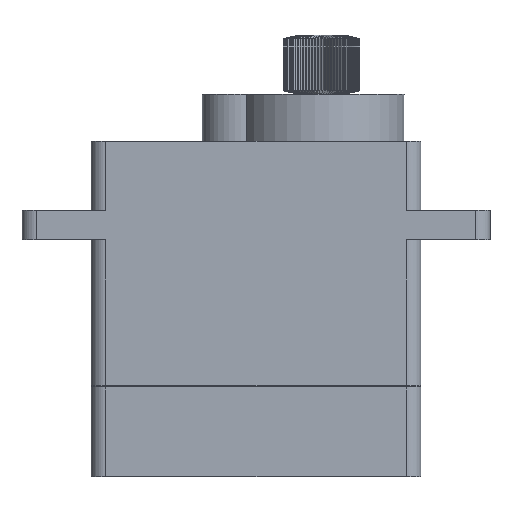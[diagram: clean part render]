
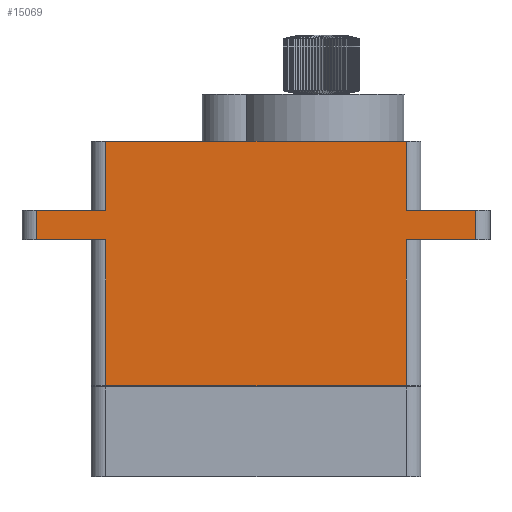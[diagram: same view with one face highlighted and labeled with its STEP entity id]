
A CAD part, front view. The second image highlights one B-rep face of the part: STEP entity #15069.
In plain terms, the highlighted planar face has unit normal (0, -1, 0).
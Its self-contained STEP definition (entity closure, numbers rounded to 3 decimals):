
#119 = VERTEX_POINT ( 'NONE', #12965 ) ;
#1723 = EDGE_CURVE ( 'NONE', #17538, #11161, #4731, .T. ) ;
#1799 = DIRECTION ( 'NONE',  ( 1., 0., 0. ) ) ;
#2650 = CARTESIAN_POINT ( 'NONE',  ( 0., 0., 18.1 ) ) ;
#2872 = ORIENTED_EDGE ( 'NONE', *, *, #20300, .T. ) ;
#3159 = CARTESIAN_POINT ( 'NONE',  ( 21.4, 0., 6.2 ) ) ;
#3162 = DIRECTION ( 'NONE',  ( 1., 0., 0. ) ) ;
#3315 = AXIS2_PLACEMENT_3D ( 'NONE', #4621, #15361, #21431 ) ;
#3351 = CARTESIAN_POINT ( 'NONE',  ( 1., 0., 18.1 ) ) ;
#3887 = LINE ( 'NONE', #14500, #15508 ) ;
#3918 = LINE ( 'NONE', #12969, #9028 ) ;
#3958 = VECTOR ( 'NONE', #7994, 1000. ) ;
#4133 = CARTESIAN_POINT ( 'NONE',  ( 26.1, 0., 16.1 ) ) ;
#4621 = CARTESIAN_POINT ( 'NONE',  ( 0., 0., 16.1 ) ) ;
#4731 = LINE ( 'NONE', #18168, #6752 ) ;
#4887 = CARTESIAN_POINT ( 'NONE',  ( 21.4, 0., 16.1 ) ) ;
#5529 = DIRECTION ( 'NONE',  ( 0., 0., -1. ) ) ;
#5588 = CARTESIAN_POINT ( 'NONE',  ( -3.7, 0., 16.1 ) ) ;
#5591 = CARTESIAN_POINT ( 'NONE',  ( 1., 0., 16.1 ) ) ;
#5669 = VERTEX_POINT ( 'NONE', #21716 ) ;
#5692 = CARTESIAN_POINT ( 'NONE',  ( 21.4, 0., 16.1 ) ) ;
#6480 = PLANE ( 'NONE',  #3315 ) ;
#6699 = CARTESIAN_POINT ( 'NONE',  ( -3.7, 0., 16.1 ) ) ;
#6752 = VECTOR ( 'NONE', #22250, 1000. ) ;
#7085 = CARTESIAN_POINT ( 'NONE',  ( 1., 0., 16.1 ) ) ;
#7867 = DIRECTION ( 'NONE',  ( 0., 0., -1. ) ) ;
#7994 = DIRECTION ( 'NONE',  ( 0., 0., -1. ) ) ;
#8140 = DIRECTION ( 'NONE',  ( -1., 0., 0. ) ) ;
#9028 = VECTOR ( 'NONE', #1799, 1000. ) ;
#10076 = ORIENTED_EDGE ( 'NONE', *, *, #25717, .T. ) ;
#10785 = DIRECTION ( 'NONE',  ( 0., 0., 1. ) ) ;
#11005 = FACE_OUTER_BOUND ( 'NONE', #21211, .T. ) ;
#11161 = VERTEX_POINT ( 'NONE', #6699 ) ;
#11354 = LINE ( 'NONE', #23742, #22938 ) ;
#12303 = CARTESIAN_POINT ( 'NONE',  ( 26.1, 0., 16.1 ) ) ;
#12480 = ORIENTED_EDGE ( 'NONE', *, *, #23149, .F. ) ;
#12965 = CARTESIAN_POINT ( 'NONE',  ( 1., 0., 22.8 ) ) ;
#12969 = CARTESIAN_POINT ( 'NONE',  ( 0., 0., 16.1 ) ) ;
#13117 = VECTOR ( 'NONE', #7867, 1000. ) ;
#13202 = VERTEX_POINT ( 'NONE', #27836 ) ;
#13405 = LINE ( 'NONE', #2650, #19211 ) ;
#13502 = LINE ( 'NONE', #22651, #14613 ) ;
#14347 = VERTEX_POINT ( 'NONE', #23366 ) ;
#14473 = VERTEX_POINT ( 'NONE', #3159 ) ;
#14500 = CARTESIAN_POINT ( 'NONE',  ( 0., 0., 18.1 ) ) ;
#14613 = VECTOR ( 'NONE', #3162, 1000. ) ;
#14709 = EDGE_CURVE ( 'NONE', #5669, #17762, #25024, .T. ) ;
#15069 = ADVANCED_FACE ( 'NONE', ( #11005 ), #6480, .F. ) ;
#15241 = EDGE_CURVE ( 'NONE', #16471, #17057, #3887, .T. ) ;
#15361 = DIRECTION ( 'NONE',  ( 0., 1., 0. ) ) ;
#15508 = VECTOR ( 'NONE', #8140, 1000. ) ;
#15561 = EDGE_CURVE ( 'NONE', #119, #17762, #13502, .T. ) ;
#15607 = ORIENTED_EDGE ( 'NONE', *, *, #27466, .T. ) ;
#16292 = CARTESIAN_POINT ( 'NONE',  ( 1., 0., 16.1 ) ) ;
#16471 = VERTEX_POINT ( 'NONE', #3351 ) ;
#17057 = VERTEX_POINT ( 'NONE', #17573 ) ;
#17538 = VERTEX_POINT ( 'NONE', #7085 ) ;
#17573 = CARTESIAN_POINT ( 'NONE',  ( -3.7, 0., 18.1 ) ) ;
#17762 = VERTEX_POINT ( 'NONE', #21414 ) ;
#17837 = DIRECTION ( 'NONE',  ( -1., 0., 0. ) ) ;
#17941 = EDGE_CURVE ( 'NONE', #14473, #13202, #22390, .T. ) ;
#18168 = CARTESIAN_POINT ( 'NONE',  ( 0., 0., 16.1 ) ) ;
#18467 = LINE ( 'NONE', #5591, #13117 ) ;
#18741 = LINE ( 'NONE', #5588, #3958 ) ;
#18814 = LINE ( 'NONE', #16292, #24152 ) ;
#19211 = VECTOR ( 'NONE', #22145, 1000. ) ;
#19597 = ORIENTED_EDGE ( 'NONE', *, *, #25910, .T. ) ;
#19617 = CARTESIAN_POINT ( 'NONE',  ( 1., 0., 6.2 ) ) ;
#20294 = DIRECTION ( 'NONE',  ( 0., 0., 1. ) ) ;
#20300 = EDGE_CURVE ( 'NONE', #17538, #25743, #18814, .T. ) ;
#20813 = DIRECTION ( 'NONE',  ( 0., 0., 1. ) ) ;
#21201 = ORIENTED_EDGE ( 'NONE', *, *, #1723, .F. ) ;
#21211 = EDGE_LOOP ( 'NONE', ( #2872, #12480, #27253, #10076, #15607, #25076, #26699, #27469, #19597, #21656, #25773, #21201 ) ) ;
#21367 = LINE ( 'NONE', #4133, #25331 ) ;
#21414 = CARTESIAN_POINT ( 'NONE',  ( 21.4, 0., 22.8 ) ) ;
#21431 = DIRECTION ( 'NONE',  ( 0., 0., 1. ) ) ;
#21656 = ORIENTED_EDGE ( 'NONE', *, *, #15241, .T. ) ;
#21716 = CARTESIAN_POINT ( 'NONE',  ( 21.4, 0., 18.1 ) ) ;
#21787 = EDGE_CURVE ( 'NONE', #5669, #14347, #13405, .T. ) ;
#22145 = DIRECTION ( 'NONE',  ( 1., 0., 0. ) ) ;
#22250 = DIRECTION ( 'NONE',  ( -1., 0., 0. ) ) ;
#22390 = LINE ( 'NONE', #4887, #25385 ) ;
#22651 = CARTESIAN_POINT ( 'NONE',  ( 0., 0., 22.8 ) ) ;
#22938 = VECTOR ( 'NONE', #17837, 1000. ) ;
#23133 = VECTOR ( 'NONE', #20813, 1000. ) ;
#23149 = EDGE_CURVE ( 'NONE', #14473, #25743, #11354, .T. ) ;
#23366 = CARTESIAN_POINT ( 'NONE',  ( 26.1, 0., 18.1 ) ) ;
#23742 = CARTESIAN_POINT ( 'NONE',  ( 1., 0., 6.2 ) ) ;
#24122 = EDGE_CURVE ( 'NONE', #17057, #11161, #18741, .T. ) ;
#24152 = VECTOR ( 'NONE', #5529, 1000. ) ;
#25024 = LINE ( 'NONE', #5692, #23133 ) ;
#25076 = ORIENTED_EDGE ( 'NONE', *, *, #21787, .F. ) ;
#25331 = VECTOR ( 'NONE', #10785, 1000. ) ;
#25385 = VECTOR ( 'NONE', #20294, 1000. ) ;
#25717 = EDGE_CURVE ( 'NONE', #13202, #26729, #3918, .T. ) ;
#25743 = VERTEX_POINT ( 'NONE', #19617 ) ;
#25773 = ORIENTED_EDGE ( 'NONE', *, *, #24122, .T. ) ;
#25910 = EDGE_CURVE ( 'NONE', #119, #16471, #18467, .T. ) ;
#26699 = ORIENTED_EDGE ( 'NONE', *, *, #14709, .T. ) ;
#26729 = VERTEX_POINT ( 'NONE', #12303 ) ;
#27253 = ORIENTED_EDGE ( 'NONE', *, *, #17941, .T. ) ;
#27466 = EDGE_CURVE ( 'NONE', #26729, #14347, #21367, .T. ) ;
#27469 = ORIENTED_EDGE ( 'NONE', *, *, #15561, .F. ) ;
#27836 = CARTESIAN_POINT ( 'NONE',  ( 21.4, 0., 16.1 ) ) ;
